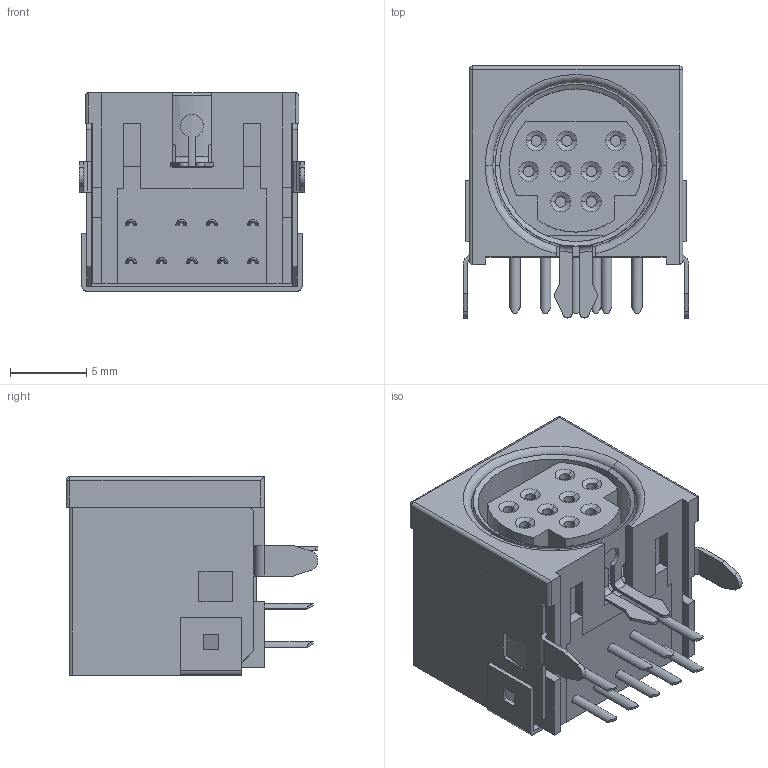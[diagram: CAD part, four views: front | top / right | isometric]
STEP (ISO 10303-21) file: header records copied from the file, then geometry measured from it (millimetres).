
FILE_DESCRIPTION (( 'STEP AP214' ), '1' );
FILE_NAME ('KMDGX-9S-AS_rB2.STEP', '2013-01-17T18:01:09', ( '' ), ( '' ), 'SwSTEP 2.0', 'SolidWorks 2012', '' );
FILE_SCHEMA (( 'AUTOMOTIVE_DESIGN' ));
Length unit declared in the file: millimetre
Products named in the file (1): KMDGX-9S-AS_rB2
Bounding box: 14.8 x 16.5 x 13 mm (x, y, z)
Volume: 1882.1 mm3; surface area: 2954.8 mm2
Topology: 1 solids, 1 shells, 348 faces, 909 edges, 580 vertices
Faces by surface type: plane 237, cylinder 82, cone 20, torus 7, sphere 2
Entity records: 12066 total; most frequent: CARTESIAN_POINT 2053, ORIENTED_EDGE 1814, DIRECTION 1734, EDGE_CURVE 907, LINE 676, VECTOR 676, VERTEX_POINT 580, AXIS2_PLACEMENT_3D 529
